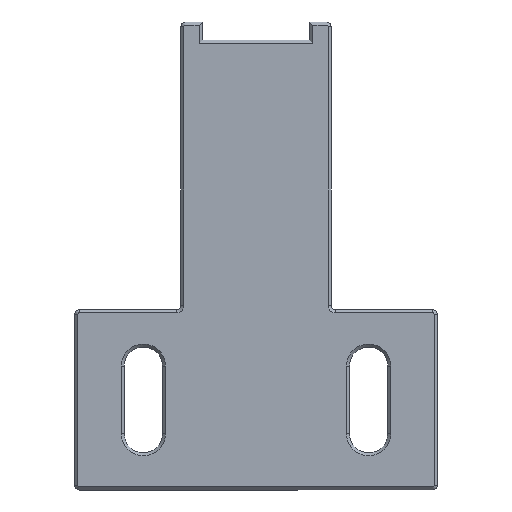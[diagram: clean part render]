
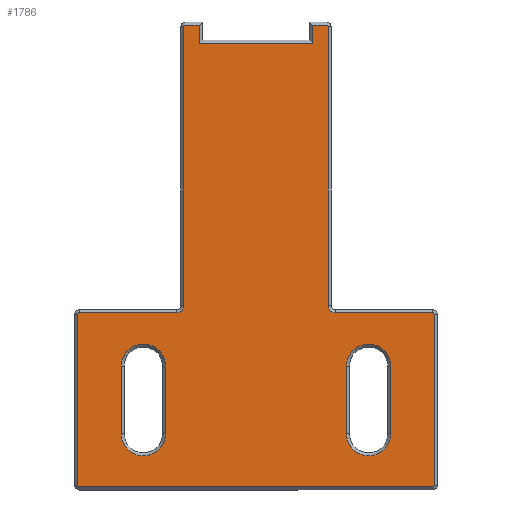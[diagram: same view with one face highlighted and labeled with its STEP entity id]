
A CAD part, front view. The second image highlights one B-rep face of the part: STEP entity #1786.
In plain terms, the highlighted planar face has unit normal (0, -1, 0).
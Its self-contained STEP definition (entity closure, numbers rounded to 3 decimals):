
#55=FACE_BOUND('',#269,.T.);
#56=FACE_BOUND('',#270,.T.);
#99=PLANE('',#1917);
#156=FACE_OUTER_BOUND('',#268,.T.);
#268=EDGE_LOOP('',(#1254,#1255,#1256,#1257,#1258,#1259,#1260,#1261,#1262,
#1263,#1264,#1265,#1266,#1267,#1268,#1269,#1270,#1271,#1272,#1273));
#269=EDGE_LOOP('',(#1274,#1275,#1276,#1277));
#270=EDGE_LOOP('',(#1278,#1279,#1280,#1281));
#382=CIRCLE('',#1908,2.95);
#384=CIRCLE('',#1912,2.95);
#386=CIRCLE('',#1918,0.2);
#387=CIRCLE('',#1919,1.);
#388=CIRCLE('',#1920,0.2);
#389=CIRCLE('',#1921,0.2);
#390=CIRCLE('',#1922,0.2);
#391=CIRCLE('',#1923,0.2);
#392=CIRCLE('',#1924,1.);
#393=CIRCLE('',#1925,0.2);
#394=CIRCLE('',#1926,2.95);
#395=CIRCLE('',#1927,2.95);
#447=LINE('',#2672,#626);
#450=LINE('',#2681,#629);
#455=LINE('',#2695,#634);
#456=LINE('',#2699,#635);
#457=LINE('',#2703,#636);
#458=LINE('',#2707,#637);
#459=LINE('',#2711,#638);
#460=LINE('',#2715,#639);
#461=LINE('',#2719,#640);
#462=LINE('',#2723,#641);
#463=LINE('',#2727,#642);
#464=LINE('',#2729,#643);
#465=LINE('',#2731,#644);
#466=LINE('',#2732,#645);
#467=LINE('',#2737,#646);
#468=LINE('',#2740,#647);
#626=VECTOR('',#2110,10.);
#629=VECTOR('',#2121,10.);
#634=VECTOR('',#2134,10.);
#635=VECTOR('',#2137,10.);
#636=VECTOR('',#2140,10.);
#637=VECTOR('',#2143,10.);
#638=VECTOR('',#2146,10.);
#639=VECTOR('',#2149,10.);
#640=VECTOR('',#2152,10.);
#641=VECTOR('',#2155,10.);
#642=VECTOR('',#2158,10.);
#643=VECTOR('',#2159,10.);
#644=VECTOR('',#2160,10.);
#645=VECTOR('',#2161,10.);
#646=VECTOR('',#2164,10.);
#647=VECTOR('',#2167,10.);
#801=VERTEX_POINT('',#2659);
#804=VERTEX_POINT('',#2664);
#805=VERTEX_POINT('',#2668);
#807=VERTEX_POINT('',#2674);
#812=VERTEX_POINT('',#2693);
#813=VERTEX_POINT('',#2694);
#814=VERTEX_POINT('',#2696);
#815=VERTEX_POINT('',#2698);
#816=VERTEX_POINT('',#2700);
#817=VERTEX_POINT('',#2702);
#818=VERTEX_POINT('',#2704);
#819=VERTEX_POINT('',#2706);
#820=VERTEX_POINT('',#2708);
#821=VERTEX_POINT('',#2710);
#822=VERTEX_POINT('',#2712);
#823=VERTEX_POINT('',#2714);
#824=VERTEX_POINT('',#2716);
#825=VERTEX_POINT('',#2718);
#826=VERTEX_POINT('',#2720);
#827=VERTEX_POINT('',#2722);
#828=VERTEX_POINT('',#2724);
#829=VERTEX_POINT('',#2726);
#830=VERTEX_POINT('',#2728);
#831=VERTEX_POINT('',#2730);
#832=VERTEX_POINT('',#2733);
#833=VERTEX_POINT('',#2734);
#834=VERTEX_POINT('',#2736);
#835=VERTEX_POINT('',#2738);
#964=EDGE_CURVE('',#804,#801,#382,.T.);
#967=EDGE_CURVE('',#801,#805,#447,.T.);
#970=EDGE_CURVE('',#805,#807,#384,.T.);
#972=EDGE_CURVE('',#807,#804,#450,.T.);
#978=EDGE_CURVE('',#812,#813,#455,.T.);
#979=EDGE_CURVE('',#814,#812,#386,.T.);
#980=EDGE_CURVE('',#815,#814,#456,.T.);
#981=EDGE_CURVE('',#816,#815,#387,.T.);
#982=EDGE_CURVE('',#817,#816,#457,.T.);
#983=EDGE_CURVE('',#818,#817,#388,.T.);
#984=EDGE_CURVE('',#819,#818,#458,.T.);
#985=EDGE_CURVE('',#820,#819,#389,.T.);
#986=EDGE_CURVE('',#821,#820,#459,.T.);
#987=EDGE_CURVE('',#822,#821,#390,.T.);
#988=EDGE_CURVE('',#823,#822,#460,.T.);
#989=EDGE_CURVE('',#824,#823,#391,.T.);
#990=EDGE_CURVE('',#825,#824,#461,.T.);
#991=EDGE_CURVE('',#826,#825,#392,.T.);
#992=EDGE_CURVE('',#827,#826,#462,.T.);
#993=EDGE_CURVE('',#828,#827,#393,.T.);
#994=EDGE_CURVE('',#829,#828,#463,.T.);
#995=EDGE_CURVE('',#830,#829,#464,.T.);
#996=EDGE_CURVE('',#831,#830,#465,.T.);
#997=EDGE_CURVE('',#813,#831,#466,.T.);
#998=EDGE_CURVE('',#832,#833,#394,.T.);
#999=EDGE_CURVE('',#834,#832,#467,.T.);
#1000=EDGE_CURVE('',#835,#834,#395,.T.);
#1001=EDGE_CURVE('',#833,#835,#468,.T.);
#1254=ORIENTED_EDGE('',*,*,#978,.F.);
#1255=ORIENTED_EDGE('',*,*,#979,.F.);
#1256=ORIENTED_EDGE('',*,*,#980,.F.);
#1257=ORIENTED_EDGE('',*,*,#981,.F.);
#1258=ORIENTED_EDGE('',*,*,#982,.F.);
#1259=ORIENTED_EDGE('',*,*,#983,.F.);
#1260=ORIENTED_EDGE('',*,*,#984,.F.);
#1261=ORIENTED_EDGE('',*,*,#985,.F.);
#1262=ORIENTED_EDGE('',*,*,#986,.F.);
#1263=ORIENTED_EDGE('',*,*,#987,.F.);
#1264=ORIENTED_EDGE('',*,*,#988,.F.);
#1265=ORIENTED_EDGE('',*,*,#989,.F.);
#1266=ORIENTED_EDGE('',*,*,#990,.F.);
#1267=ORIENTED_EDGE('',*,*,#991,.F.);
#1268=ORIENTED_EDGE('',*,*,#992,.F.);
#1269=ORIENTED_EDGE('',*,*,#993,.F.);
#1270=ORIENTED_EDGE('',*,*,#994,.F.);
#1271=ORIENTED_EDGE('',*,*,#995,.F.);
#1272=ORIENTED_EDGE('',*,*,#996,.F.);
#1273=ORIENTED_EDGE('',*,*,#997,.F.);
#1274=ORIENTED_EDGE('',*,*,#998,.F.);
#1275=ORIENTED_EDGE('',*,*,#999,.F.);
#1276=ORIENTED_EDGE('',*,*,#1000,.F.);
#1277=ORIENTED_EDGE('',*,*,#1001,.F.);
#1278=ORIENTED_EDGE('',*,*,#964,.F.);
#1279=ORIENTED_EDGE('',*,*,#972,.F.);
#1280=ORIENTED_EDGE('',*,*,#970,.F.);
#1281=ORIENTED_EDGE('',*,*,#967,.F.);
#1786=ADVANCED_FACE('',(#156,#55,#56),#99,.F.);
#1908=AXIS2_PLACEMENT_3D('',#2666,#2104,#2105);
#1912=AXIS2_PLACEMENT_3D('',#2678,#2116,#2117);
#1917=AXIS2_PLACEMENT_3D('',#2692,#2132,#2133);
#1918=AXIS2_PLACEMENT_3D('',#2697,#2135,#2136);
#1919=AXIS2_PLACEMENT_3D('',#2701,#2138,#2139);
#1920=AXIS2_PLACEMENT_3D('',#2705,#2141,#2142);
#1921=AXIS2_PLACEMENT_3D('',#2709,#2144,#2145);
#1922=AXIS2_PLACEMENT_3D('',#2713,#2147,#2148);
#1923=AXIS2_PLACEMENT_3D('',#2717,#2150,#2151);
#1924=AXIS2_PLACEMENT_3D('',#2721,#2153,#2154);
#1925=AXIS2_PLACEMENT_3D('',#2725,#2156,#2157);
#1926=AXIS2_PLACEMENT_3D('',#2735,#2162,#2163);
#1927=AXIS2_PLACEMENT_3D('',#2739,#2165,#2166);
#2104=DIRECTION('center_axis',(0.,-1.,0.));
#2105=DIRECTION('ref_axis',(-1.,0.,0.));
#2110=DIRECTION('',(0.,0.,-1.));
#2116=DIRECTION('center_axis',(0.,-1.,0.));
#2117=DIRECTION('ref_axis',(1.,0.,0.));
#2121=DIRECTION('',(0.,0.,1.));
#2132=DIRECTION('center_axis',(0.,1.,0.));
#2133=DIRECTION('ref_axis',(1.,0.,0.));
#2134=DIRECTION('',(1.,0.,0.));
#2135=DIRECTION('center_axis',(0.,1.,0.));
#2136=DIRECTION('ref_axis',(-0.707,0.,0.707));
#2137=DIRECTION('',(0.,0.,1.));
#2138=DIRECTION('center_axis',(0.,-1.,0.));
#2139=DIRECTION('ref_axis',(0.707,0.,-0.707));
#2140=DIRECTION('',(1.,0.,0.));
#2141=DIRECTION('center_axis',(0.,1.,0.));
#2142=DIRECTION('ref_axis',(-0.707,0.,0.707));
#2143=DIRECTION('',(0.,0.,1.));
#2144=DIRECTION('center_axis',(0.,1.,0.));
#2145=DIRECTION('ref_axis',(-0.707,0.,-0.707));
#2146=DIRECTION('',(-1.,0.,0.));
#2147=DIRECTION('center_axis',(0.,1.,0.));
#2148=DIRECTION('ref_axis',(0.707,0.,-0.707));
#2149=DIRECTION('',(0.,0.,-1.));
#2150=DIRECTION('center_axis',(0.,1.,0.));
#2151=DIRECTION('ref_axis',(0.707,0.,0.707));
#2152=DIRECTION('',(1.,0.,0.));
#2153=DIRECTION('center_axis',(0.,-1.,0.));
#2154=DIRECTION('ref_axis',(-0.707,0.,-0.707));
#2155=DIRECTION('',(0.,0.,-1.));
#2156=DIRECTION('center_axis',(0.,1.,0.));
#2157=DIRECTION('ref_axis',(0.707,0.,0.707));
#2158=DIRECTION('',(1.,0.,0.));
#2159=DIRECTION('',(0.,0.,1.));
#2160=DIRECTION('',(1.,0.,0.));
#2161=DIRECTION('',(0.,0.,-1.));
#2162=DIRECTION('center_axis',(0.,-1.,0.));
#2163=DIRECTION('ref_axis',(1.,0.,0.));
#2164=DIRECTION('',(0.,0.,-1.));
#2165=DIRECTION('center_axis',(0.,-1.,0.));
#2166=DIRECTION('ref_axis',(-1.,0.,0.));
#2167=DIRECTION('',(0.,0.,1.));
#2659=CARTESIAN_POINT('',(-17.95,0.,16.5));
#2664=CARTESIAN_POINT('',(-12.05,0.,16.5));
#2666=CARTESIAN_POINT('Origin',(-15.,0.,16.5));
#2668=CARTESIAN_POINT('',(-17.95,0.,7.5));
#2672=CARTESIAN_POINT('',(-17.95,0.,23.838));
#2674=CARTESIAN_POINT('',(-12.05,0.,7.5));
#2678=CARTESIAN_POINT('Origin',(-15.,0.,7.5));
#2681=CARTESIAN_POINT('',(-12.05,0.,19.338));
#2692=CARTESIAN_POINT('Origin',(0.,0.,31.175));
#2693=CARTESIAN_POINT('',(-9.4,0.,61.95));
#2694=CARTESIAN_POINT('',(-7.55,0.,61.95));
#2695=CARTESIAN_POINT('',(-5.,0.,61.95));
#2696=CARTESIAN_POINT('',(-9.6,0.,61.75));
#2697=CARTESIAN_POINT('Origin',(-9.4,0.,61.75));
#2698=CARTESIAN_POINT('',(-9.6,0.,24.6));
#2699=CARTESIAN_POINT('',(-9.6,0.,27.588));
#2700=CARTESIAN_POINT('',(-10.6,0.,23.6));
#2701=CARTESIAN_POINT('Origin',(-10.6,0.,24.6));
#2702=CARTESIAN_POINT('',(-23.525,0.,23.6));
#2703=CARTESIAN_POINT('',(-12.063,0.,23.6));
#2704=CARTESIAN_POINT('',(-23.725,0.,23.4));
#2705=CARTESIAN_POINT('Origin',(-23.525,0.,23.4));
#2706=CARTESIAN_POINT('',(-23.725,0.,0.6));
#2707=CARTESIAN_POINT('',(-23.725,0.,15.588));
#2708=CARTESIAN_POINT('',(-23.525,0.,0.4));
#2709=CARTESIAN_POINT('Origin',(-23.525,0.,0.6));
#2710=CARTESIAN_POINT('',(23.525,0.,0.4));
#2711=CARTESIAN_POINT('',(12.063,0.,0.4));
#2712=CARTESIAN_POINT('',(23.725,0.,0.6));
#2713=CARTESIAN_POINT('Origin',(23.525,0.,0.6));
#2714=CARTESIAN_POINT('',(23.725,0.,23.4));
#2715=CARTESIAN_POINT('',(23.725,0.,27.588));
#2716=CARTESIAN_POINT('',(23.525,0.,23.6));
#2717=CARTESIAN_POINT('Origin',(23.525,0.,23.4));
#2718=CARTESIAN_POINT('',(10.6,0.,23.6));
#2719=CARTESIAN_POINT('',(5.,0.,23.6));
#2720=CARTESIAN_POINT('',(9.6,0.,24.6));
#2721=CARTESIAN_POINT('Origin',(10.6,0.,24.6));
#2722=CARTESIAN_POINT('',(9.6,0.,61.75));
#2723=CARTESIAN_POINT('',(9.6,0.,46.763));
#2724=CARTESIAN_POINT('',(9.4,0.,61.95));
#2725=CARTESIAN_POINT('Origin',(9.4,0.,61.75));
#2726=CARTESIAN_POINT('',(7.55,0.,61.95));
#2727=CARTESIAN_POINT('',(3.575,0.,61.95));
#2728=CARTESIAN_POINT('',(7.55,0.,59.55));
#2729=CARTESIAN_POINT('',(7.55,0.,45.563));
#2730=CARTESIAN_POINT('',(-7.55,0.,59.55));
#2731=CARTESIAN_POINT('',(-3.575,0.,59.55));
#2732=CARTESIAN_POINT('',(-7.55,0.,46.763));
#2733=CARTESIAN_POINT('',(12.05,0.,7.5));
#2734=CARTESIAN_POINT('',(17.95,0.,7.5));
#2735=CARTESIAN_POINT('Origin',(15.,0.,7.5));
#2736=CARTESIAN_POINT('',(12.05,0.,16.5));
#2737=CARTESIAN_POINT('',(12.05,0.,23.838));
#2738=CARTESIAN_POINT('',(17.95,0.,16.5));
#2739=CARTESIAN_POINT('Origin',(15.,0.,16.5));
#2740=CARTESIAN_POINT('',(17.95,0.,19.338));
